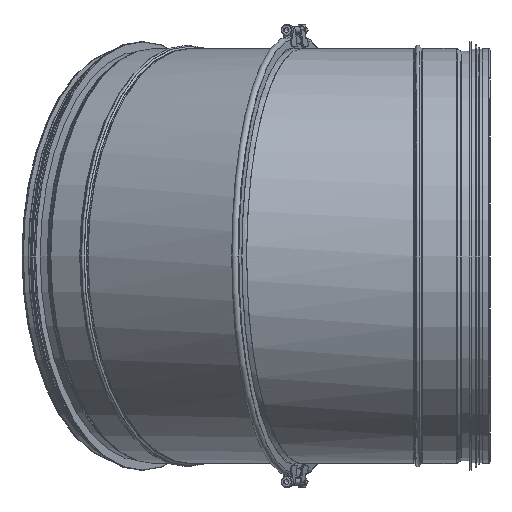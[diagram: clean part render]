
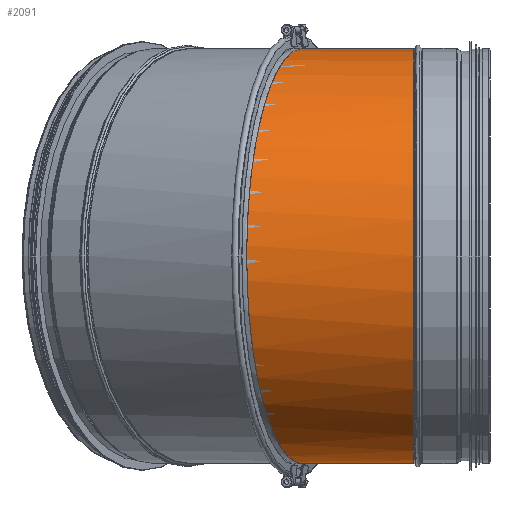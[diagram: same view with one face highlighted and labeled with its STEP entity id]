
A CAD part, left-side view. The second image highlights one B-rep face of the part: STEP entity #2091.
In plain terms, the highlighted cylindrical face has radius 156.925 mm (diameter 313.85 mm), a full revolution.
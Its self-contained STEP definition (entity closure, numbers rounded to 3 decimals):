
#692=CARTESIAN_POINT('',(156.925,99.904,0.0));
#693=VERTEX_POINT('',#692);
#701=CARTESIAN_POINT('',(156.925,99.904,-0.003));
#702=VERTEX_POINT('',#701);
#709=CARTESIAN_POINT('',(0.,141.952,-156.925));
#710=VERTEX_POINT('',#709);
#711=CARTESIAN_POINT('',(0.,141.952,0.0));
#712=DIRECTION('',(-0.259,-0.966,0.0));
#713=DIRECTION('',(0.966,-0.259,0.0));
#714=AXIS2_PLACEMENT_3D('',#711,#712,#713);
#715=ELLIPSE('',#714,162.461,156.925);
#716=EDGE_CURVE('',#710,#702,#715,.T.);
#718=CARTESIAN_POINT('',(0.,141.952,156.925));
#719=VERTEX_POINT('',#718);
#720=CARTESIAN_POINT('',(0.,141.952,0.0));
#721=DIRECTION('',(-0.259,-0.966,0.0));
#722=DIRECTION('',(0.966,-0.259,0.0));
#723=AXIS2_PLACEMENT_3D('',#720,#721,#722);
#724=ELLIPSE('',#723,162.461,156.925);
#725=EDGE_CURVE('',#719,#710,#724,.T.);
#727=CARTESIAN_POINT('',(0.,141.952,0.0));
#728=DIRECTION('',(-0.259,-0.966,0.0));
#729=DIRECTION('',(0.966,-0.259,0.0));
#730=AXIS2_PLACEMENT_3D('',#727,#728,#729);
#731=ELLIPSE('',#730,162.461,156.925);
#732=EDGE_CURVE('',#693,#719,#731,.T.);
#880=CARTESIAN_POINT('',(156.925,58.,0.0));
#881=VERTEX_POINT('',#880);
#882=CARTESIAN_POINT('',(156.925,58.,0.0));
#883=DIRECTION('',(0.0,1.0,0.0));
#884=VECTOR('',#883,41.904);
#885=LINE('',#882,#884);
#886=EDGE_CURVE('',#881,#693,#885,.T.);
#936=CARTESIAN_POINT('',(156.925,58.,-0.003));
#937=VERTEX_POINT('',#936);
#1779=CARTESIAN_POINT('',(156.925,99.904,-0.003));
#1780=DIRECTION('',(0.0,-1.0,0.0));
#1781=VECTOR('',#1780,41.904);
#1782=LINE('',#1779,#1781);
#1783=EDGE_CURVE('',#702,#937,#1782,.T.);
#2072=CARTESIAN_POINT('',(0.,88.253,0.0));
#2073=DIRECTION('',(0.,-1.0,0.0));
#2074=DIRECTION('',(1.0,0.0,0.0));
#2075=AXIS2_PLACEMENT_3D('',#2072,#2073,#2074);
#2076=CYLINDRICAL_SURFACE('',#2075,156.925);
#2077=ORIENTED_EDGE('',*,*,#732,.T.);
#2078=ORIENTED_EDGE('',*,*,#725,.T.);
#2079=ORIENTED_EDGE('',*,*,#716,.T.);
#2080=ORIENTED_EDGE('',*,*,#1783,.T.);
#2081=CARTESIAN_POINT('',(0.,58.,0.0));
#2082=DIRECTION('',(0.0,-1.0,0.0));
#2083=DIRECTION('',(1.0,0.0,0.0));
#2084=AXIS2_PLACEMENT_3D('',#2081,#2082,#2083);
#2085=CIRCLE('',#2084,156.925);
#2086=EDGE_CURVE('',#881,#937,#2085,.T.);
#2087=ORIENTED_EDGE('',*,*,#2086,.F.);
#2088=ORIENTED_EDGE('',*,*,#886,.T.);
#2089=EDGE_LOOP('',(#2077,#2078,#2079,#2080,#2087,#2088));
#2090=FACE_OUTER_BOUND('',#2089,.T.);
#2091=ADVANCED_FACE('',(#2090),#2076,.T.);
